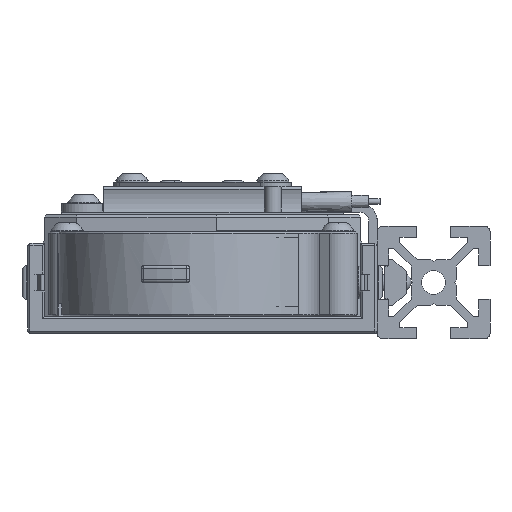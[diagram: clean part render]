
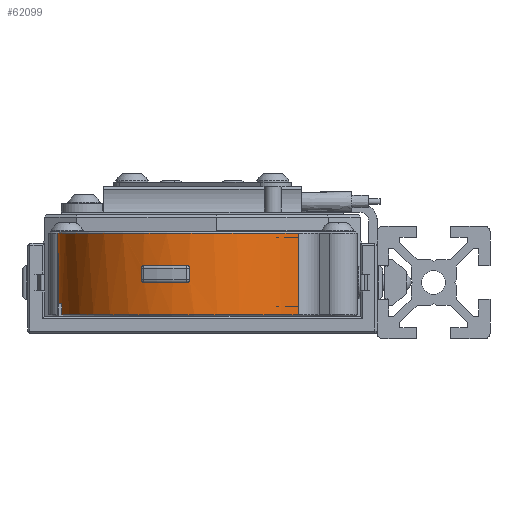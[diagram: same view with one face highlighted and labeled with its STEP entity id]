
A CAD part, front view. The second image highlights one B-rep face of the part: STEP entity #62099.
In plain terms, the highlighted cylindrical face has radius 25 mm (diameter 50 mm), a partial arc.
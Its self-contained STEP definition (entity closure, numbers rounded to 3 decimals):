
#53685 = VERTEX_POINT('',#53686);
#53686 = CARTESIAN_POINT('',(95.488,22.25,
    -104.809));
#53692 = EDGE_CURVE('',#53693,#53685,#53695,.T.);
#53693 = VERTEX_POINT('',#53694);
#53694 = CARTESIAN_POINT('',(95.448,17.75,
    -104.809));
#53695 = CIRCLE('',#53696,25.);
#53696 = AXIS2_PLACEMENT_3D('',#53697,#53698,#53699);
#53697 = CARTESIAN_POINT('',(70.57,20.216,
    -104.809));
#53698 = DIRECTION('',(0.,0.,1.));
#53699 = DIRECTION('',(0.,-1.,0.));
#53733 = EDGE_CURVE('',#53734,#53693,#53736,.T.);
#53734 = VERTEX_POINT('',#53735);
#53735 = CARTESIAN_POINT('',(95.448,17.75,
    -106.759));
#53736 = LINE('',#53737,#53738);
#53737 = CARTESIAN_POINT('',(95.448,17.75,
    -92.059));
#53738 = VECTOR('',#53739,1.);
#53739 = DIRECTION('',(0.,0.,1.));
#53773 = VERTEX_POINT('',#53774);
#53774 = CARTESIAN_POINT('',(95.488,22.25,
    -106.759));
#53780 = EDGE_CURVE('',#53685,#53773,#53781,.T.);
#53781 = LINE('',#53782,#53783);
#53782 = CARTESIAN_POINT('',(95.488,22.25,
    -92.059));
#53783 = VECTOR('',#53784,1.);
#53784 = DIRECTION('',(-0.,0.,-1.));
#53916 = EDGE_CURVE('',#53917,#53734,#53919,.T.);
#53917 = VERTEX_POINT('',#53918);
#53918 = CARTESIAN_POINT('',(92.462,8.143,
    -106.759));
#53919 = CIRCLE('',#53920,25.);
#53920 = AXIS2_PLACEMENT_3D('',#53921,#53922,#53923);
#53921 = CARTESIAN_POINT('',(70.57,20.216,
    -106.759));
#53922 = DIRECTION('',(0.,0.,1.));
#53923 = DIRECTION('',(0.,1.,0.));
#53943 = VERTEX_POINT('',#53944);
#53944 = CARTESIAN_POINT('',(55.896,40.457,
    -106.759));
#53950 = EDGE_CURVE('',#53773,#53943,#53951,.T.);
#53951 = CIRCLE('',#53952,25.);
#53952 = AXIS2_PLACEMENT_3D('',#53953,#53954,#53955);
#53953 = CARTESIAN_POINT('',(70.57,20.216,
    -106.759));
#53954 = DIRECTION('',(0.,0.,1.));
#53955 = DIRECTION('',(0.,1.,0.));
#56020 = EDGE_CURVE('',#56021,#56023,#56025,.T.);
#56021 = VERTEX_POINT('',#56022);
#56022 = CARTESIAN_POINT('',(75.948,44.631,
    -100.559));
#56023 = VERTEX_POINT('',#56024);
#56024 = CARTESIAN_POINT('',(76.435,44.519,
    -101.059));
#56025 = B_SPLINE_CURVE_WITH_KNOTS('',3,(#56026,#56027,#56028,#56029,
    #56030,#56031,#56032,#56033,#56034,#56035),.UNSPECIFIED.,.F.,.F.,(4,
    2,2,2,4),(0.,0.019,0.038,
    0.057,0.075),.UNSPECIFIED.);
#56026 = CARTESIAN_POINT('',(75.948,44.631,
    -100.559));
#56027 = CARTESIAN_POINT('',(75.948,44.631,
    -100.622));
#56028 = CARTESIAN_POINT('',(75.96,44.628,
    -100.689));
#56029 = CARTESIAN_POINT('',(76.01,44.617,
    -100.812));
#56030 = CARTESIAN_POINT('',(76.047,44.609,
    -100.868));
#56031 = CARTESIAN_POINT('',(76.134,44.589,
    -100.957));
#56032 = CARTESIAN_POINT('',(76.189,44.577,
    -100.996));
#56033 = CARTESIAN_POINT('',(76.309,44.549,
    -101.047));
#56034 = CARTESIAN_POINT('',(76.374,44.533,
    -101.059));
#56035 = CARTESIAN_POINT('',(76.435,44.519,
    -101.059));
#56115 = EDGE_CURVE('',#56116,#56118,#56120,.T.);
#56116 = VERTEX_POINT('',#56117);
#56117 = CARTESIAN_POINT('',(83.612,41.545,
    -101.059));
#56118 = VERTEX_POINT('',#56119);
#56119 = CARTESIAN_POINT('',(84.036,41.28,
    -100.559));
#56120 = B_SPLINE_CURVE_WITH_KNOTS('',3,(#56121,#56122,#56123,#56124,
    #56125,#56126,#56127,#56128,#56129,#56130),.UNSPECIFIED.,.F.,.F.,(4,
    2,2,2,4),(-0.075,-0.057,
    -0.038,-0.019,0.),.UNSPECIFIED.);
#56121 = CARTESIAN_POINT('',(83.612,41.545,
    -101.059));
#56122 = CARTESIAN_POINT('',(83.665,41.512,
    -101.059));
#56123 = CARTESIAN_POINT('',(83.722,41.477,
    -101.047));
#56124 = CARTESIAN_POINT('',(83.827,41.412,
    -100.996));
#56125 = CARTESIAN_POINT('',(83.875,41.382,
    -100.957));
#56126 = CARTESIAN_POINT('',(83.95,41.335,
    -100.868));
#56127 = CARTESIAN_POINT('',(83.982,41.314,
    -100.812));
#56128 = CARTESIAN_POINT('',(84.025,41.287,
    -100.689));
#56129 = CARTESIAN_POINT('',(84.036,41.28,
    -100.622));
#56130 = CARTESIAN_POINT('',(84.036,41.28,
    -100.559));
#56223 = EDGE_CURVE('',#56224,#56226,#56228,.T.);
#56224 = VERTEX_POINT('',#56225);
#56225 = CARTESIAN_POINT('',(84.036,41.28,
    -98.559));
#56226 = VERTEX_POINT('',#56227);
#56227 = CARTESIAN_POINT('',(83.612,41.545,
    -98.059));
#56228 = B_SPLINE_CURVE_WITH_KNOTS('',3,(#56229,#56230,#56231,#56232,
    #56233,#56234,#56235,#56236,#56237,#56238),.UNSPECIFIED.,.F.,.F.,(4,
    2,2,2,4),(0.,0.019,0.038,
    0.057,0.075),.UNSPECIFIED.);
#56229 = CARTESIAN_POINT('',(84.036,41.28,
    -98.559));
#56230 = CARTESIAN_POINT('',(84.036,41.28,
    -98.496));
#56231 = CARTESIAN_POINT('',(84.025,41.287,
    -98.429));
#56232 = CARTESIAN_POINT('',(83.982,41.314,
    -98.306));
#56233 = CARTESIAN_POINT('',(83.95,41.335,
    -98.25));
#56234 = CARTESIAN_POINT('',(83.875,41.382,
    -98.161));
#56235 = CARTESIAN_POINT('',(83.827,41.412,
    -98.123));
#56236 = CARTESIAN_POINT('',(83.722,41.477,
    -98.072));
#56237 = CARTESIAN_POINT('',(83.665,41.512,
    -98.059));
#56238 = CARTESIAN_POINT('',(83.612,41.545,
    -98.059));
#56261 = EDGE_CURVE('',#56262,#56264,#56266,.T.);
#56262 = VERTEX_POINT('',#56263);
#56263 = CARTESIAN_POINT('',(76.435,44.519,
    -98.059));
#56264 = VERTEX_POINT('',#56265);
#56265 = CARTESIAN_POINT('',(75.948,44.631,
    -98.559));
#56266 = B_SPLINE_CURVE_WITH_KNOTS('',3,(#56267,#56268,#56269,#56270,
    #56271,#56272,#56273,#56274,#56275,#56276),.UNSPECIFIED.,.F.,.F.,(4,
    2,2,2,4),(-0.075,-0.057,
    -0.038,-0.019,0.),.UNSPECIFIED.);
#56267 = CARTESIAN_POINT('',(76.435,44.519,
    -98.059));
#56268 = CARTESIAN_POINT('',(76.374,44.533,
    -98.059));
#56269 = CARTESIAN_POINT('',(76.309,44.549,
    -98.072));
#56270 = CARTESIAN_POINT('',(76.189,44.577,
    -98.123));
#56271 = CARTESIAN_POINT('',(76.134,44.589,
    -98.161));
#56272 = CARTESIAN_POINT('',(76.047,44.609,
    -98.25));
#56273 = CARTESIAN_POINT('',(76.01,44.617,
    -98.306));
#56274 = CARTESIAN_POINT('',(75.96,44.628,
    -98.429));
#56275 = CARTESIAN_POINT('',(75.948,44.631,
    -98.496));
#56276 = CARTESIAN_POINT('',(75.948,44.631,
    -98.559));
#56302 = EDGE_CURVE('',#56118,#56224,#56303,.T.);
#56303 = LINE('',#56304,#56305);
#56304 = CARTESIAN_POINT('',(84.036,41.28,
    -92.059));
#56305 = VECTOR('',#56306,1.);
#56306 = DIRECTION('',(0.,0.,1.));
#56319 = EDGE_CURVE('',#56226,#56262,#56320,.T.);
#56320 = CIRCLE('',#56321,25.);
#56321 = AXIS2_PLACEMENT_3D('',#56322,#56323,#56324);
#56322 = CARTESIAN_POINT('',(70.57,20.216,
    -98.059));
#56323 = DIRECTION('',(0.,-0.,1.));
#56324 = DIRECTION('',(0.,-1.,-0.));
#56382 = EDGE_CURVE('',#56264,#56021,#56383,.T.);
#56383 = LINE('',#56384,#56385);
#56384 = CARTESIAN_POINT('',(75.948,44.631,
    -92.059));
#56385 = VECTOR('',#56386,1.);
#56386 = DIRECTION('',(-0.,0.,-1.));
#56399 = EDGE_CURVE('',#56023,#56116,#56400,.T.);
#56400 = CIRCLE('',#56401,25.);
#56401 = AXIS2_PLACEMENT_3D('',#56402,#56403,#56404);
#56402 = CARTESIAN_POINT('',(70.57,20.216,
    -101.059));
#56403 = DIRECTION('',(-0.,0.,-1.));
#56404 = DIRECTION('',(0.,-1.,-0.));
#61082 = VERTEX_POINT('',#61083);
#61083 = CARTESIAN_POINT('',(55.896,40.457,
    -92.359));
#61107 = VERTEX_POINT('',#61108);
#61108 = CARTESIAN_POINT('',(92.462,8.143,
    -92.359));
#61114 = EDGE_CURVE('',#61107,#61082,#61115,.T.);
#61115 = CIRCLE('',#61116,25.);
#61116 = AXIS2_PLACEMENT_3D('',#61117,#61118,#61119);
#61117 = CARTESIAN_POINT('',(70.57,20.216,
    -92.359));
#61118 = DIRECTION('',(0.,0.,1.));
#61119 = DIRECTION('',(0.,1.,0.));
#61632 = EDGE_CURVE('',#61082,#53943,#61633,.T.);
#61633 = LINE('',#61634,#61635);
#61634 = CARTESIAN_POINT('',(55.896,40.457,
    -92.059));
#61635 = VECTOR('',#61636,1.);
#61636 = DIRECTION('',(-0.,0.,-1.));
#61647 = EDGE_CURVE('',#61107,#53917,#61648,.T.);
#61648 = LINE('',#61649,#61650);
#61649 = CARTESIAN_POINT('',(92.462,8.143,
    -92.059));
#61650 = VECTOR('',#61651,1.);
#61651 = DIRECTION('',(-0.,0.,-1.));
#62099 = ADVANCED_FACE('',(#62100,#62110),#62120,.T.);
#62100 = FACE_BOUND('',#62101,.T.);
#62101 = EDGE_LOOP('',(#62102,#62103,#62104,#62105,#62106,#62107,#62108,
    #62109));
#62102 = ORIENTED_EDGE('',*,*,#53780,.T.);
#62103 = ORIENTED_EDGE('',*,*,#53950,.T.);
#62104 = ORIENTED_EDGE('',*,*,#61632,.F.);
#62105 = ORIENTED_EDGE('',*,*,#61114,.F.);
#62106 = ORIENTED_EDGE('',*,*,#61647,.T.);
#62107 = ORIENTED_EDGE('',*,*,#53916,.T.);
#62108 = ORIENTED_EDGE('',*,*,#53733,.T.);
#62109 = ORIENTED_EDGE('',*,*,#53692,.T.);
#62110 = FACE_BOUND('',#62111,.T.);
#62111 = EDGE_LOOP('',(#62112,#62113,#62114,#62115,#62116,#62117,#62118,
    #62119));
#62112 = ORIENTED_EDGE('',*,*,#56302,.T.);
#62113 = ORIENTED_EDGE('',*,*,#56223,.T.);
#62114 = ORIENTED_EDGE('',*,*,#56319,.T.);
#62115 = ORIENTED_EDGE('',*,*,#56261,.T.);
#62116 = ORIENTED_EDGE('',*,*,#56382,.T.);
#62117 = ORIENTED_EDGE('',*,*,#56020,.T.);
#62118 = ORIENTED_EDGE('',*,*,#56399,.T.);
#62119 = ORIENTED_EDGE('',*,*,#56115,.T.);
#62120 = CYLINDRICAL_SURFACE('',#62121,25.);
#62121 = AXIS2_PLACEMENT_3D('',#62122,#62123,#62124);
#62122 = CARTESIAN_POINT('',(70.57,20.216,
    -92.059));
#62123 = DIRECTION('',(-0.,0.,-1.));
#62124 = DIRECTION('',(0.662,0.749,0.)
  );
